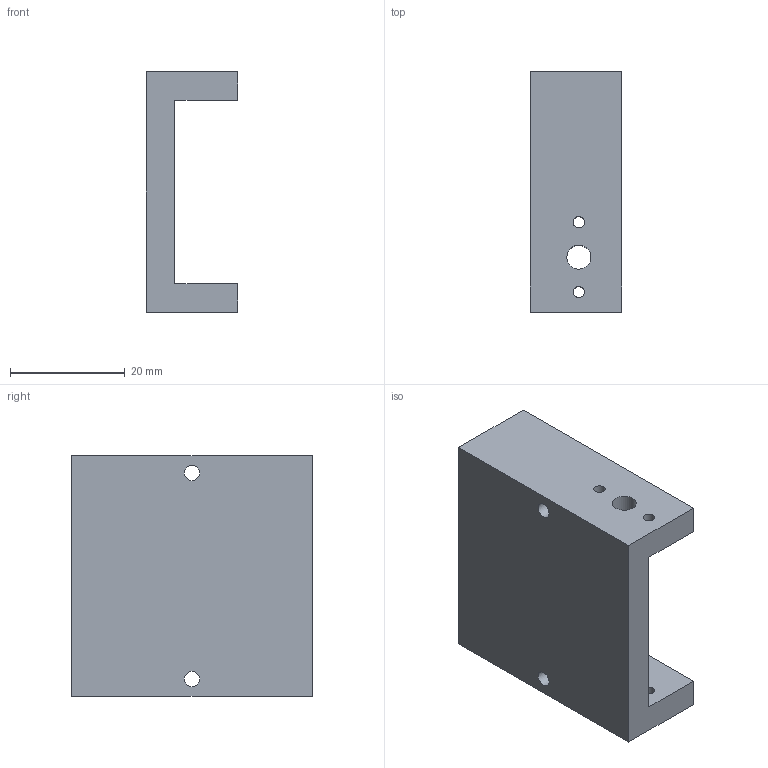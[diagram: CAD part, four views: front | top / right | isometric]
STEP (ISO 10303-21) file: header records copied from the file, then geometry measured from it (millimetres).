
FILE_DESCRIPTION(('STEP AP214'),'1');
FILE_NAME('ce mecanique.stp','2023-12-21T08:51:24',(' '),(' '),'Spatial InterOp 3D',' ',' ');
FILE_SCHEMA(('AUTOMOTIVE_DESIGN { 1 0 10303 214 1 1 1 1 }'));
Length unit declared in the file: metre
Products named in the file (1): Corps
Bounding box: 16 x 42 x 42 mm (x, y, z)
Volume: 13015.2 mm3; surface area: 6929.8 mm2
Topology: 1 solids, 1 shells, 25 faces, 67 edges, 46 vertices
Faces by surface type: plane 15, cylinder 10
Full cylindrical faces by diameter (mm): 2 x4, 2.2 x1, 2.5 x1, 2.7 x2, 4.2 x2
Entity records: 957 total; most frequent: DIRECTION 127, CARTESIAN_POINT 119, ORIENTED_EDGE 104, EDGE_LOOP 53, EDGE_CURVE 52, AXIS2_PLACEMENT_3D 49, VERTEX_POINT 41, FACE_OUTER_BOUND 35
